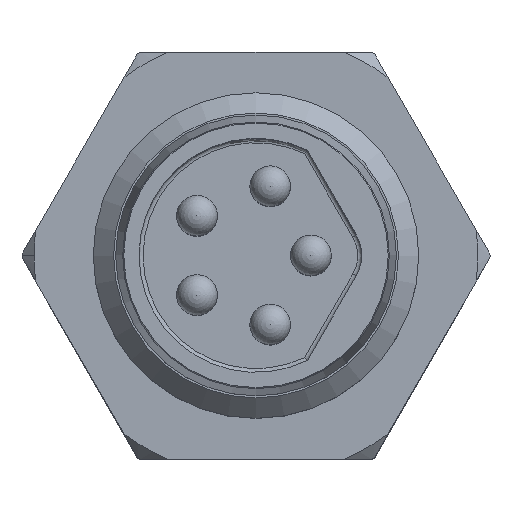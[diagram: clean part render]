
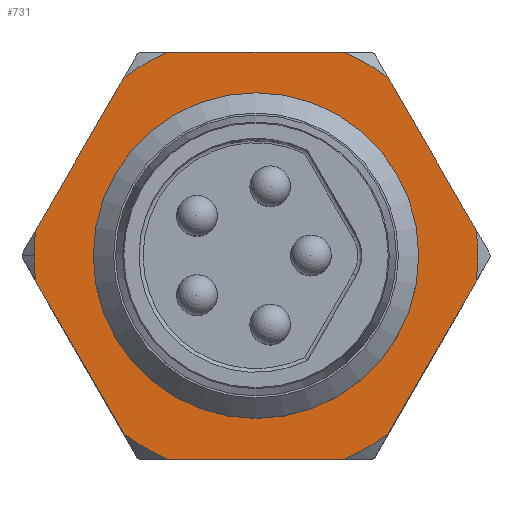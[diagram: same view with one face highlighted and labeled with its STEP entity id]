
A CAD part, top view. The second image highlights one B-rep face of the part: STEP entity #731.
In plain terms, the highlighted planar face has unit normal (0, 0, 1).
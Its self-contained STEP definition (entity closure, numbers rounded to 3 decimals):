
#537=LINE('',#2752,#619);
#538=LINE('',#2757,#620);
#539=LINE('',#2761,#621);
#540=LINE('',#2765,#622);
#541=LINE('',#2771,#623);
#542=LINE('',#2775,#624);
#619=VECTOR('',#2256,1.);
#620=VECTOR('',#2259,1.);
#621=VECTOR('',#2262,1.);
#622=VECTOR('',#2265,1.);
#623=VECTOR('',#2270,1.);
#624=VECTOR('',#2273,1.);
#731=ADVANCED_FACE('',(#868,#869),#824,.T.);
#824=PLANE('',#2006);
#868=FACE_BOUND('',#951,.T.);
#869=FACE_BOUND('',#952,.T.);
#951=EDGE_LOOP('',(#1132));
#952=EDGE_LOOP('',(#1133,#1134,#1135,#1136,#1137,#1138,#1139,#1140,#1141,
#1142,#1143,#1144,#1145));
#1132=ORIENTED_EDGE('',*,*,#1697,.F.);
#1133=ORIENTED_EDGE('',*,*,#1698,.T.);
#1134=ORIENTED_EDGE('',*,*,#1699,.T.);
#1135=ORIENTED_EDGE('',*,*,#1700,.T.);
#1136=ORIENTED_EDGE('',*,*,#1701,.T.);
#1137=ORIENTED_EDGE('',*,*,#1702,.T.);
#1138=ORIENTED_EDGE('',*,*,#1703,.T.);
#1139=ORIENTED_EDGE('',*,*,#1704,.T.);
#1140=ORIENTED_EDGE('',*,*,#1705,.T.);
#1141=ORIENTED_EDGE('',*,*,#1706,.T.);
#1142=ORIENTED_EDGE('',*,*,#1707,.T.);
#1143=ORIENTED_EDGE('',*,*,#1708,.T.);
#1144=ORIENTED_EDGE('',*,*,#1709,.T.);
#1145=ORIENTED_EDGE('',*,*,#1710,.T.);
#1541=VERTEX_POINT('',#2751);
#1542=VERTEX_POINT('',#2753);
#1543=VERTEX_POINT('',#2754);
#1544=VERTEX_POINT('',#2756);
#1545=VERTEX_POINT('',#2758);
#1546=VERTEX_POINT('',#2760);
#1547=VERTEX_POINT('',#2762);
#1548=VERTEX_POINT('',#2764);
#1549=VERTEX_POINT('',#2766);
#1550=VERTEX_POINT('',#2768);
#1551=VERTEX_POINT('',#2770);
#1552=VERTEX_POINT('',#2772);
#1553=VERTEX_POINT('',#2774);
#1554=VERTEX_POINT('',#2776);
#1697=EDGE_CURVE('',#1541,#1541,#1887,.T.);
#1698=EDGE_CURVE('',#1542,#1543,#537,.T.);
#1699=EDGE_CURVE('',#1543,#1544,#1888,.T.);
#1700=EDGE_CURVE('',#1544,#1545,#538,.T.);
#1701=EDGE_CURVE('',#1545,#1546,#1889,.T.);
#1702=EDGE_CURVE('',#1546,#1547,#539,.T.);
#1703=EDGE_CURVE('',#1547,#1548,#1890,.T.);
#1704=EDGE_CURVE('',#1548,#1549,#540,.T.);
#1705=EDGE_CURVE('',#1549,#1550,#1891,.T.);
#1706=EDGE_CURVE('',#1550,#1551,#1892,.T.);
#1707=EDGE_CURVE('',#1551,#1552,#541,.T.);
#1708=EDGE_CURVE('',#1552,#1553,#1893,.T.);
#1709=EDGE_CURVE('',#1553,#1554,#542,.T.);
#1710=EDGE_CURVE('',#1554,#1542,#1894,.T.);
#1887=CIRCLE('',#1998,4.);
#1888=CIRCLE('',#1999,5.45);
#1889=CIRCLE('',#2000,5.45);
#1890=CIRCLE('',#2001,5.45);
#1891=CIRCLE('',#2002,5.45);
#1892=CIRCLE('',#2003,5.45);
#1893=CIRCLE('',#2004,5.45);
#1894=CIRCLE('',#2005,5.45);
#1998=AXIS2_PLACEMENT_3D('',#2750,#2254,#2255);
#1999=AXIS2_PLACEMENT_3D('',#2755,#2257,#2258);
#2000=AXIS2_PLACEMENT_3D('',#2759,#2260,#2261);
#2001=AXIS2_PLACEMENT_3D('',#2763,#2263,#2264);
#2002=AXIS2_PLACEMENT_3D('',#2767,#2266,#2267);
#2003=AXIS2_PLACEMENT_3D('',#2769,#2268,#2269);
#2004=AXIS2_PLACEMENT_3D('',#2773,#2271,#2272);
#2005=AXIS2_PLACEMENT_3D('',#2777,#2274,#2275);
#2006=AXIS2_PLACEMENT_3D('',#2778,#2276,#2277);
#2254=DIRECTION('',(0.,0.,1.));
#2255=DIRECTION('',(1.,0.,0.));
#2256=DIRECTION('',(0.5,0.866,0.));
#2257=DIRECTION('',(0.,0.,1.));
#2258=DIRECTION('',(1.,0.,0.));
#2259=DIRECTION('',(-0.5,0.866,0.));
#2260=DIRECTION('',(0.,0.,1.));
#2261=DIRECTION('',(1.,0.,0.));
#2262=DIRECTION('',(-1.,0.,0.));
#2263=DIRECTION('',(0.,0.,1.));
#2264=DIRECTION('',(1.,0.,0.));
#2265=DIRECTION('',(-0.5,-0.866,0.));
#2266=DIRECTION('',(0.,0.,1.));
#2267=DIRECTION('',(1.,0.,0.));
#2268=DIRECTION('',(0.,0.,1.));
#2269=DIRECTION('',(1.,0.,0.));
#2270=DIRECTION('',(0.5,-0.866,0.));
#2271=DIRECTION('',(0.,0.,1.));
#2272=DIRECTION('',(1.,0.,0.));
#2273=DIRECTION('',(1.,0.,0.));
#2274=DIRECTION('',(0.,0.,1.));
#2275=DIRECTION('',(1.,0.,0.));
#2276=DIRECTION('',(0.,0.,1.));
#2277=DIRECTION('',(1.,0.,0.));
#2750=CARTESIAN_POINT('',(-230.,10.,1.5));
#2751=CARTESIAN_POINT('',(-234.,10.,1.5));
#2752=CARTESIAN_POINT('',(-225.67,7.5,1.5));
#2753=CARTESIAN_POINT('',(-226.754,5.622,1.5));
#2754=CARTESIAN_POINT('',(-224.586,9.378,1.5));
#2755=CARTESIAN_POINT('',(-230.,10.,1.5));
#2756=CARTESIAN_POINT('',(-224.586,10.622,1.5));
#2757=CARTESIAN_POINT('',(-225.67,12.5,1.5));
#2758=CARTESIAN_POINT('',(-226.754,14.378,1.5));
#2759=CARTESIAN_POINT('',(-230.,10.,1.5));
#2760=CARTESIAN_POINT('',(-227.831,15.,1.5));
#2761=CARTESIAN_POINT('',(-230.,15.,1.5));
#2762=CARTESIAN_POINT('',(-232.169,15.,1.5));
#2763=CARTESIAN_POINT('',(-230.,10.,1.5));
#2764=CARTESIAN_POINT('',(-233.246,14.378,1.5));
#2765=CARTESIAN_POINT('',(-234.33,12.5,1.5));
#2766=CARTESIAN_POINT('',(-235.414,10.622,1.5));
#2767=CARTESIAN_POINT('',(-230.,10.,1.5));
#2768=CARTESIAN_POINT('',(-235.45,10.,1.5));
#2769=CARTESIAN_POINT('',(-230.,10.,1.5));
#2770=CARTESIAN_POINT('',(-235.414,9.378,1.5));
#2771=CARTESIAN_POINT('',(-234.33,7.5,1.5));
#2772=CARTESIAN_POINT('',(-233.246,5.622,1.5));
#2773=CARTESIAN_POINT('',(-230.,10.,1.5));
#2774=CARTESIAN_POINT('',(-232.169,5.,1.5));
#2775=CARTESIAN_POINT('',(-230.,5.,1.5));
#2776=CARTESIAN_POINT('',(-227.831,5.,1.5));
#2777=CARTESIAN_POINT('',(-230.,10.,1.5));
#2778=CARTESIAN_POINT('',(-230.,10.,1.5));
